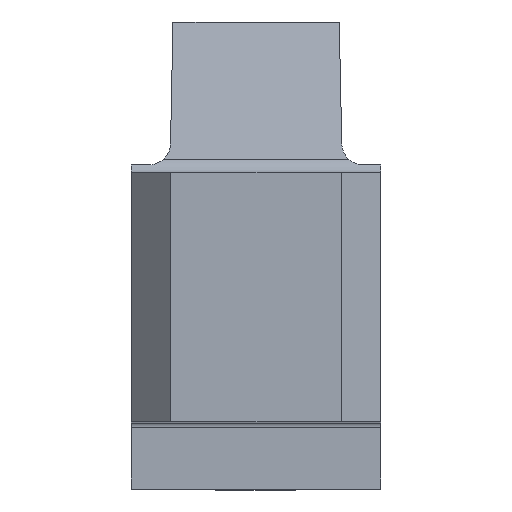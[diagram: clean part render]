
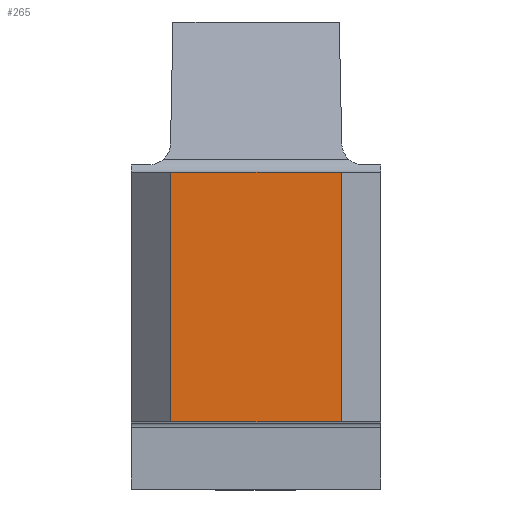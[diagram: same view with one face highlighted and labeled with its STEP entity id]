
A CAD part, top view. The second image highlights one B-rep face of the part: STEP entity #265.
In plain terms, the highlighted planar face has unit normal (0, 0, 1).
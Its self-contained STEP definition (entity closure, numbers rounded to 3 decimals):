
#265=ADVANCED_FACE('CU_BACK_SU1',(#438),#375,.F.);
#375=PLANE('',#2193);
#438=FACE_OUTER_BOUND('',#540,.T.);
#540=EDGE_LOOP('',(#766,#767,#768,#769));
#766=ORIENTED_EDGE('',*,*,#1527,.F.);
#767=ORIENTED_EDGE('',*,*,#1528,.T.);
#768=ORIENTED_EDGE('',*,*,#1529,.T.);
#769=ORIENTED_EDGE('',*,*,#1530,.F.);
#1328=VERTEX_POINT('',#3082);
#1329=VERTEX_POINT('',#3083);
#1330=VERTEX_POINT('',#3085);
#1331=VERTEX_POINT('',#3087);
#1527=EDGE_CURVE('',#1328,#1329,#1801,.T.);
#1528=EDGE_CURVE('',#1328,#1330,#1802,.T.);
#1529=EDGE_CURVE('',#1330,#1331,#1803,.T.);
#1530=EDGE_CURVE('',#1329,#1331,#1804,.T.);
#1801=LINE('',#3081,#1968);
#1802=LINE('',#3084,#1969);
#1803=LINE('',#3086,#1970);
#1804=LINE('',#3088,#1971);
#1968=VECTOR('',#2459,1.);
#1969=VECTOR('',#2460,1.);
#1970=VECTOR('',#2461,1.);
#1971=VECTOR('',#2462,1.);
#2193=AXIS2_PLACEMENT_3D('',#3089,#2463,#2464);
#2459=DIRECTION('',(0.,1.,0.));
#2460=DIRECTION('',(1.,0.,0.));
#2461=DIRECTION('',(0.,1.,0.));
#2462=DIRECTION('',(1.,0.,0.));
#2463=DIRECTION('',(0.,0.,-1.));
#2464=DIRECTION('',(-1.,0.,0.));
#3081=CARTESIAN_POINT('',(-15.975,0.,0.));
#3082=CARTESIAN_POINT('',(-15.975,0.,0.));
#3083=CARTESIAN_POINT('',(-15.975,18.975,0.));
#3084=CARTESIAN_POINT('',(-110.,0.,0.));
#3085=CARTESIAN_POINT('',(-3.,0.,0.));
#3086=CARTESIAN_POINT('',(-3.,0.,0.));
#3087=CARTESIAN_POINT('',(-3.,18.975,0.));
#3088=CARTESIAN_POINT('',(-110.,18.975,0.));
#3089=CARTESIAN_POINT('',(13.642,30.515,0.));
